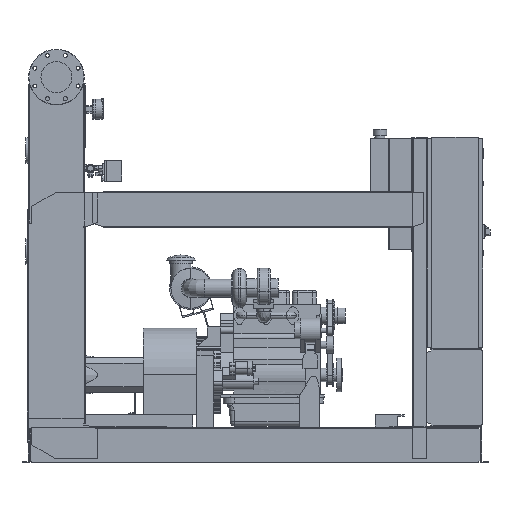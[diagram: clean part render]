
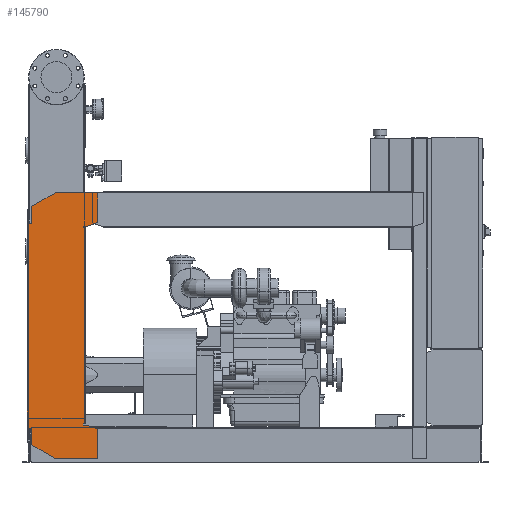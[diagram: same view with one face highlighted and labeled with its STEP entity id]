
A CAD part, front view. The second image highlights one B-rep face of the part: STEP entity #145790.
In plain terms, the highlighted free-form (B-spline) face has degree [1, 1] with [2, 2] control points.
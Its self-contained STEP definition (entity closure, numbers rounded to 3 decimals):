
#145275=CARTESIAN_POINT('',(-111.0,-463.5,1076.0));
#145276=VERTEX_POINT('',#145275);
#145283=CARTESIAN_POINT('',(-111.0,-463.5,1153.378));
#145284=VERTEX_POINT('',#145283);
#145285=CARTESIAN_POINT('',(-111.0,-463.5,1076.0));
#145286=DIRECTION('',(0.0,0.0,1.0));
#145287=VECTOR('',#145286,77.378);
#145288=LINE('',#145285,#145287);
#145289=EDGE_CURVE('',#145276,#145284,#145288,.T.);
#145307=CARTESIAN_POINT('',(-6.0,-463.5,1214.0));
#145308=VERTEX_POINT('',#145307);
#145309=CARTESIAN_POINT('',(-111.0,-463.5,1153.378));
#145310=DIRECTION('',(0.866,0.0,0.5));
#145311=VECTOR('',#145310,121.244);
#145312=LINE('',#145309,#145311);
#145313=EDGE_CURVE('',#145284,#145308,#145312,.T.);
#145331=CARTESIAN_POINT('',(186.0,-463.5,1214.0));
#145332=VERTEX_POINT('',#145331);
#145333=CARTESIAN_POINT('',(-6.0,-463.5,1214.0));
#145334=DIRECTION('',(1.0,0.0,0.0));
#145335=VECTOR('',#145334,192.0);
#145336=LINE('',#145333,#145335);
#145337=EDGE_CURVE('',#145308,#145332,#145336,.T.);
#145355=CARTESIAN_POINT('',(186.,-463.5,1080.379));
#145356=VERTEX_POINT('',#145355);
#145357=CARTESIAN_POINT('',(186.0,-463.5,1214.0));
#145358=DIRECTION('',(0.0,0.0,-1.0));
#145359=VECTOR('',#145358,133.621);
#145360=LINE('',#145357,#145359);
#145361=EDGE_CURVE('',#145332,#145356,#145360,.T.);
#145379=CARTESIAN_POINT('',(141.,-463.5,1064.0));
#145380=VERTEX_POINT('',#145379);
#145381=CARTESIAN_POINT('',(186.,-463.5,1080.379));
#145382=DIRECTION('',(-0.94,0.0,-0.342));
#145383=VECTOR('',#145382,47.888);
#145384=LINE('',#145381,#145383);
#145385=EDGE_CURVE('',#145356,#145380,#145384,.T.);
#145403=CARTESIAN_POINT('',(121.,-463.5,1064.0));
#145404=VERTEX_POINT('',#145403);
#145405=CARTESIAN_POINT('',(141.,-463.5,1064.0));
#145406=DIRECTION('',(-1.0,0.0,0.0));
#145407=VECTOR('',#145406,20.0);
#145408=LINE('',#145405,#145407);
#145409=EDGE_CURVE('',#145380,#145404,#145408,.T.);
#145427=CARTESIAN_POINT('',(121.,-463.5,1056.0));
#145428=VERTEX_POINT('',#145427);
#145429=CARTESIAN_POINT('',(121.,-463.5,1064.0));
#145430=DIRECTION('',(0.0,0.0,-1.0));
#145431=VECTOR('',#145430,8.0);
#145432=LINE('',#145429,#145431);
#145433=EDGE_CURVE('',#145404,#145428,#145432,.T.);
#145451=CARTESIAN_POINT('',(129.,-463.5,1056.0));
#145452=VERTEX_POINT('',#145451);
#145453=CARTESIAN_POINT('',(121.,-463.5,1056.0));
#145454=DIRECTION('',(1.0,0.0,0.0));
#145455=VECTOR('',#145454,8.0);
#145456=LINE('',#145453,#145455);
#145457=EDGE_CURVE('',#145428,#145452,#145456,.T.);
#145475=CARTESIAN_POINT('',(129.,-463.5,176.));
#145476=VERTEX_POINT('',#145475);
#145487=CARTESIAN_POINT('',(129.,-463.5,1056.0));
#145488=DIRECTION('',(0.0,0.0,-1.0));
#145489=VECTOR('',#145488,880.);
#145490=LINE('',#145487,#145489);
#145491=EDGE_CURVE('',#145452,#145476,#145490,.T.);
#145505=CARTESIAN_POINT('',(121.,-463.5,176.));
#145506=VERTEX_POINT('',#145505);
#145507=CARTESIAN_POINT('',(129.,-463.5,176.));
#145508=DIRECTION('',(-1.0,0.0,0.0));
#145509=VECTOR('',#145508,8.0);
#145510=LINE('',#145507,#145509);
#145511=EDGE_CURVE('',#145476,#145506,#145510,.T.);
#145529=CARTESIAN_POINT('',(121.,-463.5,168.));
#145530=VERTEX_POINT('',#145529);
#145531=CARTESIAN_POINT('',(121.,-463.5,176.));
#145532=DIRECTION('',(0.0,0.0,-1.0));
#145533=VECTOR('',#145532,8.0);
#145534=LINE('',#145531,#145533);
#145535=EDGE_CURVE('',#145506,#145530,#145534,.T.);
#145553=CARTESIAN_POINT('',(141.,-463.5,168.));
#145554=VERTEX_POINT('',#145553);
#145555=CARTESIAN_POINT('',(121.,-463.5,168.));
#145556=DIRECTION('',(1.0,0.0,0.0));
#145557=VECTOR('',#145556,20.0);
#145558=LINE('',#145555,#145557);
#145559=EDGE_CURVE('',#145530,#145554,#145558,.T.);
#145577=CARTESIAN_POINT('',(186.,-463.5,151.621));
#145578=VERTEX_POINT('',#145577);
#145579=CARTESIAN_POINT('',(141.,-463.5,168.));
#145580=DIRECTION('',(0.94,0.0,-0.342));
#145581=VECTOR('',#145580,47.888);
#145582=LINE('',#145579,#145581);
#145583=EDGE_CURVE('',#145554,#145578,#145582,.T.);
#145601=CARTESIAN_POINT('',(186.,-463.5,18.0));
#145602=VERTEX_POINT('',#145601);
#145603=CARTESIAN_POINT('',(186.,-463.5,151.621));
#145604=DIRECTION('',(0.0,0.0,-1.0));
#145605=VECTOR('',#145604,133.621);
#145606=LINE('',#145603,#145605);
#145607=EDGE_CURVE('',#145578,#145602,#145606,.T.);
#145625=CARTESIAN_POINT('',(-4.,-463.5,18.0));
#145626=VERTEX_POINT('',#145625);
#145627=CARTESIAN_POINT('',(186.,-463.5,18.0));
#145628=DIRECTION('',(-1.0,0.0,0.0));
#145629=VECTOR('',#145628,190.);
#145630=LINE('',#145627,#145629);
#145631=EDGE_CURVE('',#145602,#145626,#145630,.T.);
#145649=CARTESIAN_POINT('',(-111.,-463.5,79.776));
#145650=VERTEX_POINT('',#145649);
#145651=CARTESIAN_POINT('',(-4.,-463.5,18.0));
#145652=DIRECTION('',(-0.866,0.,0.5));
#145653=VECTOR('',#145652,123.553);
#145654=LINE('',#145651,#145653);
#145655=EDGE_CURVE('',#145626,#145650,#145654,.T.);
#145673=CARTESIAN_POINT('',(-111.,-463.5,156.0));
#145674=VERTEX_POINT('',#145673);
#145675=CARTESIAN_POINT('',(-111.,-463.5,79.776));
#145676=DIRECTION('',(0.0,0.0,1.0));
#145677=VECTOR('',#145676,76.224);
#145678=LINE('',#145675,#145677);
#145679=EDGE_CURVE('',#145650,#145674,#145678,.T.);
#145697=CARTESIAN_POINT('',(-131.,-463.5,156.0));
#145698=VERTEX_POINT('',#145697);
#145699=CARTESIAN_POINT('',(-111.,-463.5,156.0));
#145700=DIRECTION('',(-1.0,0.0,0.0));
#145701=VECTOR('',#145700,20.0);
#145702=LINE('',#145699,#145701);
#145703=EDGE_CURVE('',#145674,#145698,#145702,.T.);
#145721=CARTESIAN_POINT('',(-131.0,-463.5,1076.0));
#145722=VERTEX_POINT('',#145721);
#145735=CARTESIAN_POINT('',(-131.,-463.5,156.0));
#145736=DIRECTION('',(0.0,0.0,1.0));
#145737=VECTOR('',#145736,920.0);
#145738=LINE('',#145735,#145737);
#145739=EDGE_CURVE('',#145698,#145722,#145738,.T.);
#145753=CARTESIAN_POINT('',(-131.0,-463.5,1076.0));
#145754=DIRECTION('',(1.0,0.0,0.0));
#145755=VECTOR('',#145754,20.0);
#145756=LINE('',#145753,#145755);
#145757=EDGE_CURVE('',#145722,#145276,#145756,.T.);
#145763=CARTESIAN_POINT('',(-131.,-463.5,18.0));
#145764=CARTESIAN_POINT('',(186.0,-463.5,18.0));
#145765=CARTESIAN_POINT('',(-131.,-463.5,1214.0));
#145766=CARTESIAN_POINT('',(186.0,-463.5,1214.0));
#145767=B_SPLINE_SURFACE_WITH_KNOTS('',1,1,((#145763,#145765),(#145764,#145766)),.UNSPECIFIED.,.F.,.F.,.U.,(2,2),(2,2),(0.0,317.),(0.0,1196.0),.UNSPECIFIED.);
#145768=ORIENTED_EDGE('',*,*,#145757,.F.);
#145769=ORIENTED_EDGE('',*,*,#145739,.F.);
#145770=ORIENTED_EDGE('',*,*,#145703,.F.);
#145771=ORIENTED_EDGE('',*,*,#145679,.F.);
#145772=ORIENTED_EDGE('',*,*,#145655,.F.);
#145773=ORIENTED_EDGE('',*,*,#145631,.F.);
#145774=ORIENTED_EDGE('',*,*,#145607,.F.);
#145775=ORIENTED_EDGE('',*,*,#145583,.F.);
#145776=ORIENTED_EDGE('',*,*,#145559,.F.);
#145777=ORIENTED_EDGE('',*,*,#145535,.F.);
#145778=ORIENTED_EDGE('',*,*,#145511,.F.);
#145779=ORIENTED_EDGE('',*,*,#145491,.F.);
#145780=ORIENTED_EDGE('',*,*,#145457,.F.);
#145781=ORIENTED_EDGE('',*,*,#145433,.F.);
#145782=ORIENTED_EDGE('',*,*,#145409,.F.);
#145783=ORIENTED_EDGE('',*,*,#145385,.F.);
#145784=ORIENTED_EDGE('',*,*,#145361,.F.);
#145785=ORIENTED_EDGE('',*,*,#145337,.F.);
#145786=ORIENTED_EDGE('',*,*,#145313,.F.);
#145787=ORIENTED_EDGE('',*,*,#145289,.F.);
#145788=EDGE_LOOP('',(#145768,#145769,#145770,#145771,#145772,#145773,#145774,#145775,#145776,#145777,#145778,#145779,#145780,#145781,#145782,#145783,#145784,#145785,#145786,#145787));
#145789=FACE_OUTER_BOUND('',#145788,.T.);
#145790=ADVANCED_FACE('',(#145789),#145767,.T.);
